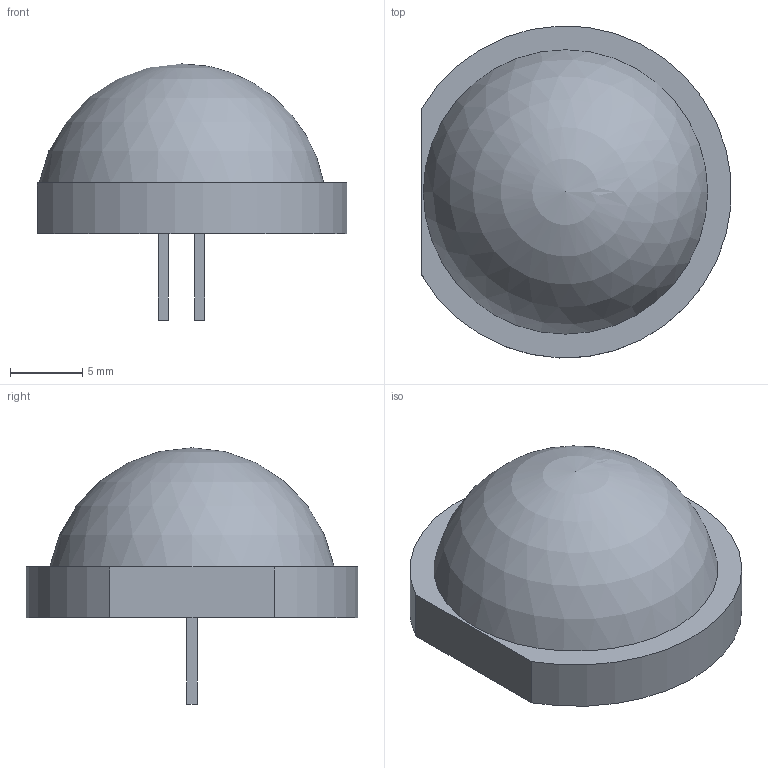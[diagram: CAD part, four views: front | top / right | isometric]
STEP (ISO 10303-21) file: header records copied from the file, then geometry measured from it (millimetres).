
FILE_DESCRIPTION(('FreeCAD Model'),'2;1');
FILE_NAME( 'LED_D20.0mm.step', '2017-11-25T21:53:10',('kicad StepUp'),('ksu MCAD'), 'Open CASCADE STEP processor 6.8','FreeCAD','Unknown');
FILE_SCHEMA(('AUTOMOTIVE_DESIGN_CC2 { 1 2 10303 214 -1 1 5 4 }'));
Length unit declared in the file: millimetre
Products named in the file (1): LED_D20.0mm
Bounding box: 21.46 x 22.98 x 17.75 mm (x, y, z)
Volume: 2970 mm3; surface area: 1340.6 mm2
Topology: 2 solids, 3 shells, 20 faces, 41 edges, 26 vertices
Faces by surface type: plane 16, cone 2, cylinder 1, sphere 1
Entity records: 340 total; most frequent: ORIENTED_EDGE 54, EDGE_CURVE 37, CARTESIAN_POINT 32, LINE 27, AXIS2_PLACEMENT_3D 25, VERTEX_POINT 24, FACE_BOUND 22, EDGE_LOOP 22
